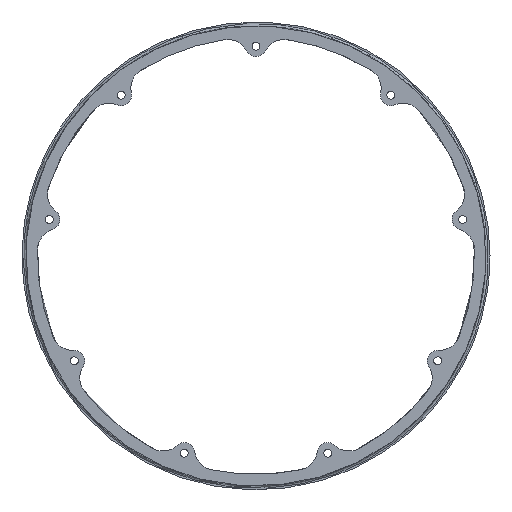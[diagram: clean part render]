
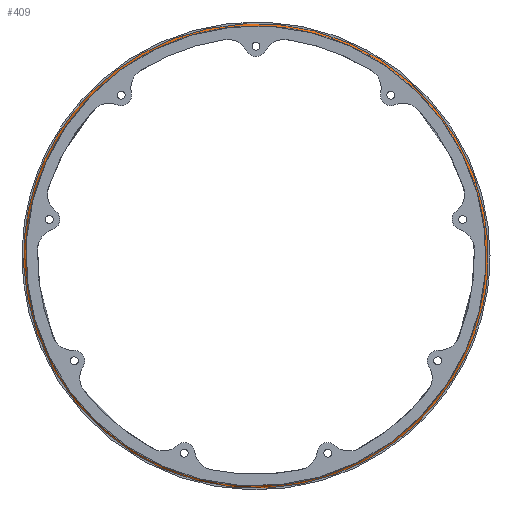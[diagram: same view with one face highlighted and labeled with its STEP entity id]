
A CAD part, front view. The second image highlights one B-rep face of the part: STEP entity #409.
In plain terms, the highlighted toroidal (fillet/blend) face has major radius 99.3 mm and minor radius 1 mm.
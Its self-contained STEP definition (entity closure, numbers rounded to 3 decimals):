
#409=ADVANCED_FACE('',(#1436,#1438),#1440,.F.);
#1436=FACE_OUTER_BOUND('',#1437,.T.);
#1437=EDGE_LOOP('',(#2675));
#1438=FACE_OUTER_BOUND('',#1439,.T.);
#1439=EDGE_LOOP('',(#2676));
#1440=TOROIDAL_SURFACE('',#1441,99.3,1.);
#1441=AXIS2_PLACEMENT_3D('',#1442,#1443,#1444);
#1442=CARTESIAN_POINT('',(0.,-2.397,0.));
#1443=DIRECTION('',(0.,-1.,0.));
#1444=DIRECTION('',(0.998,0.,-0.07));
#2675=ORIENTED_EDGE('',*,*,#3352,.T.);
#2676=ORIENTED_EDGE('',*,*,#3214,.F.);
#3214=EDGE_CURVE('',#3881,#3881,#3882,.T.);
#3352=EDGE_CURVE('',#4138,#4138,#4139,.T.);
#3881=VERTEX_POINT('',#5317);
#3882=CIRCLE('',#5318,98.3);
#4138=VERTEX_POINT('',#5923);
#4139=(BOUNDED_CURVE()B_SPLINE_CURVE(3,
(#5924,#5925,#5926,#5927,#5928,#5929,#5930),
.UNSPECIFIED.,.T.,.F.)B_SPLINE_CURVE_WITH_KNOTS((4,3,4),
(0.,0.5,1.),
.UNSPECIFIED.)CURVE()GEOMETRIC_REPRESENTATION_ITEM()RATIONAL_B_SPLINE_CURVE((1.,
0.333,0.333,1.,0.333,0.333,1.))
REPRESENTATION_ITEM(''));
#5317=CARTESIAN_POINT('',(98.06,-2.397,-6.857));
#5318=AXIS2_PLACEMENT_3D('',#5319,#5320,#5321);
#5319=CARTESIAN_POINT('',(0.,-2.397,0.));
#5320=DIRECTION('',(0.,-1.,0.));
#5321=DIRECTION('',(0.998,0.,-0.07));
#5923=CARTESIAN_POINT('',(99.058,-1.397,-6.927));
#5924=CARTESIAN_POINT('',(99.058,-1.397,-6.927));
#5925=CARTESIAN_POINT('',(112.912,-1.397,191.189));
#5926=CARTESIAN_POINT('',(-85.204,-1.397,205.043));
#5927=CARTESIAN_POINT('',(-99.058,-1.397,6.927));
#5928=CARTESIAN_POINT('',(-112.912,-1.397,-191.189));
#5929=CARTESIAN_POINT('',(85.204,-1.397,-205.043));
#5930=CARTESIAN_POINT('',(99.058,-1.397,-6.927));
